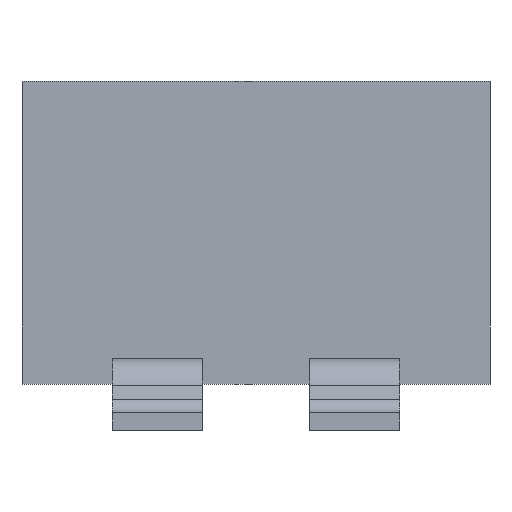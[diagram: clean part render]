
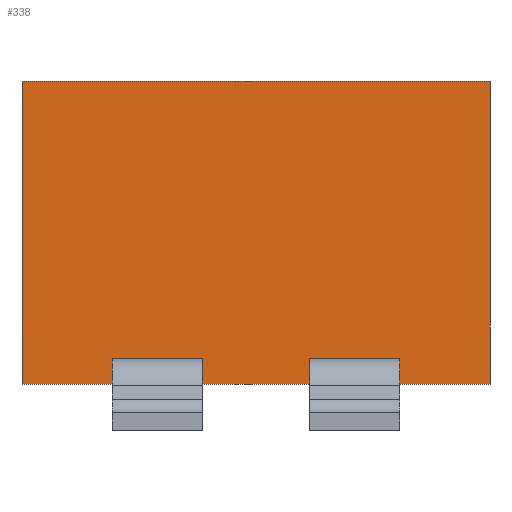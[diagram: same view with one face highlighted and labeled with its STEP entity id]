
A CAD part, left-side view. The second image highlights one B-rep face of the part: STEP entity #338.
In plain terms, the highlighted planar face has unit normal (-1, 0, 0).
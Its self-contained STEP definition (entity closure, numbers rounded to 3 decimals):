
#204=CARTESIAN_POINT('',(-3.607,-2.946,0.584));
#203=VERTEX_POINT('',#204);
#222=CARTESIAN_POINT('',(-3.607,-2.946,4.394));
#221=VERTEX_POINT('',#222);
#230=EDGE_CURVE('',#203,#221,#235,.T.);
#235=LINE('',#204,#237);
#237=VECTOR('',#238,3.81);
#238=DIRECTION('',(0.0,0.0,1.0));
#300=CARTESIAN_POINT('',(-3.607,2.946,0.584));
#299=VERTEX_POINT('',#300);
#310=CARTESIAN_POINT('',(-3.607,2.946,4.394));
#309=VERTEX_POINT('',#310);
#308=EDGE_CURVE('',#309,#299,#313,.T.);
#313=LINE('',#310,#315);
#315=VECTOR('',#316,3.81);
#316=DIRECTION('',(0.0,0.0,-1.0));
#338=ADVANCED_FACE('',(#344),#339,.T.);
#339=PLANE('',#340);
#340=AXIS2_PLACEMENT_3D('',#341,#342,#343);
#341=CARTESIAN_POINT('',(-3.607,2.946,0.584));
#342=DIRECTION('',(-1.0,0.0,0.0));
#343=DIRECTION('',(0.,0.,1.));
#344=FACE_OUTER_BOUND('',#345,.T.);
#345=EDGE_LOOP('',(#346,#356,#366,#376));
#347=EDGE_CURVE('',#203,#299,#352,.T.);
#352=LINE('',#204,#354);
#354=VECTOR('',#355,5.893);
#355=DIRECTION('',(0.0,1.0,0.0));
#346=ORIENTED_EDGE('',*,*,#347,.F.);
#356=ORIENTED_EDGE('',*,*,#230,.T.);
#367=EDGE_CURVE('',#309,#221,#372,.T.);
#372=LINE('',#310,#374);
#374=VECTOR('',#375,5.893);
#375=DIRECTION('',(0.0,-1.0,0.0));
#366=ORIENTED_EDGE('',*,*,#367,.F.);
#376=ORIENTED_EDGE('',*,*,#308,.T.);
